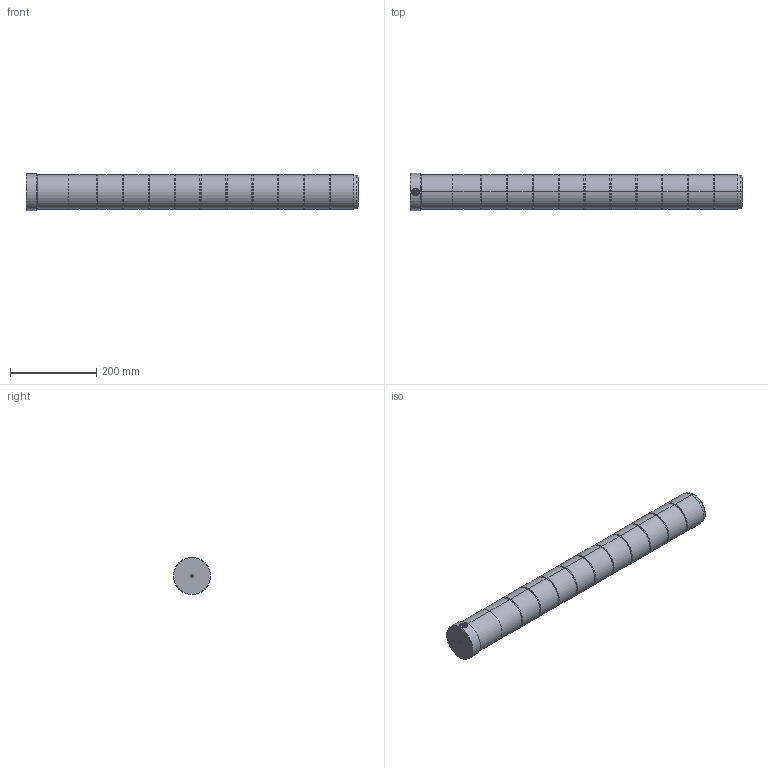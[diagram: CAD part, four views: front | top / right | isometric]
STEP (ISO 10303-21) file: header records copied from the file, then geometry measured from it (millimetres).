
FILE_DESCRIPTION (( 'STEP AP214' ), '1' );
FILE_NAME ('SPN-d80-L770.step', '2021-11-03T07:02:27', ( 'User' ), ( 'china' ), 'SwSTEP 2.0', 'SolidWorks 2016', '' );
FILE_SCHEMA (( 'AUTOMOTIVE_DESIGN' ));
Length unit declared in the file: millimetre
Products named in the file (1): SPN-d80-L770
Bounding box: 770 x 86 x 86 mm (x, y, z)
Volume: 3861886.9 mm3; surface area: 209668.8 mm2
Topology: 1 solids, 1 shells, 122 faces, 264 edges, 146 vertices
Faces by surface type: torus 46, cylinder 45, cone 18, plane 13
Entity records: 3674 total; most frequent: CARTESIAN_POINT 945, DIRECTION 632, ORIENTED_EDGE 520, AXIS2_PLACEMENT_3D 277, EDGE_CURVE 260, CIRCLE 154, VERTEX_POINT 146, EDGE_LOOP 128
